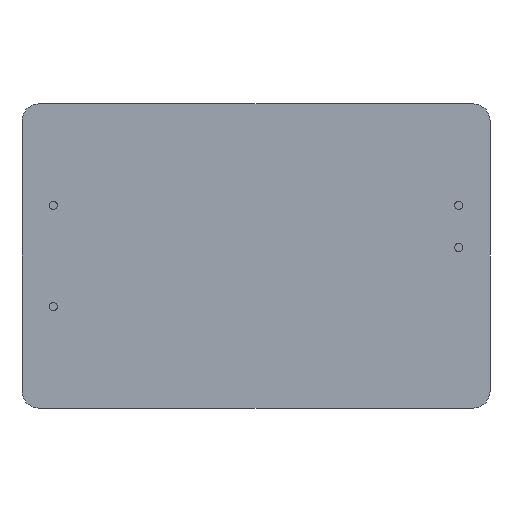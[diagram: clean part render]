
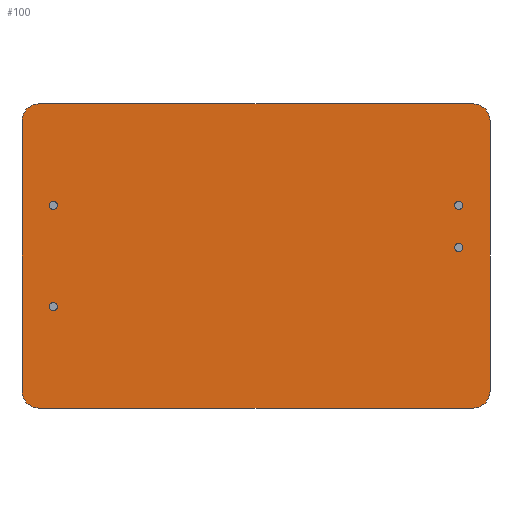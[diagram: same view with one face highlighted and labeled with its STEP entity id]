
A CAD part, front view. The second image highlights one B-rep face of the part: STEP entity #100.
In plain terms, the highlighted planar face has unit normal (0, -1, 0).
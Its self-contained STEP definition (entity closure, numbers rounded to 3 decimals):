
#14 = DIRECTION ( 'NONE',  ( 0., 0., -1. ) ) ;
#18 = DIRECTION ( 'NONE',  ( 0., 0., 1. ) ) ;
#39 = VERTEX_POINT ( 'NONE', #303 ) ;
#52 = VECTOR ( 'NONE', #747, 1000. ) ;
#53 = DIRECTION ( 'NONE',  ( 0., 0., -1. ) ) ;
#57 = VERTEX_POINT ( 'NONE', #299 ) ;
#67 = ORIENTED_EDGE ( 'NONE', *, *, #515, .T. ) ;
#80 = VERTEX_POINT ( 'NONE', #179 ) ;
#81 = VECTOR ( 'NONE', #18, 1000. ) ;
#84 = CARTESIAN_POINT ( 'NONE',  ( 25.7, 0., -16. ) ) ;
#87 = ORIENTED_EDGE ( 'NONE', *, *, #351, .F. ) ;
#93 = CARTESIAN_POINT ( 'NONE',  ( 24., 0., 1. ) ) ;
#100 = ADVANCED_FACE ( 'NONE', ( #859, #167, #317, #695, #559 ), #168, .T. ) ;
#101 = CIRCLE ( 'NONE', #402, 0.5 ) ;
#102 = DIRECTION ( 'NONE',  ( 0., -1., 0. ) ) ;
#107 = LINE ( 'NONE', #690, #52 ) ;
#110 = EDGE_LOOP ( 'NONE', ( #232, #67, #776, #210, #175, #597, #320, #848 ) ) ;
#111 = CARTESIAN_POINT ( 'NONE',  ( 0., 0., 0. ) ) ;
#118 = CIRCLE ( 'NONE', #407, 0.5 ) ;
#128 = CIRCLE ( 'NONE', #382, 2. ) ;
#130 = CARTESIAN_POINT ( 'NONE',  ( 27.7, 0., 16. ) ) ;
#133 = ORIENTED_EDGE ( 'NONE', *, *, #740, .F. ) ;
#138 = DIRECTION ( 'NONE',  ( -1., 0., 0. ) ) ;
#143 = CARTESIAN_POINT ( 'NONE',  ( -27.7, 0., 18. ) ) ;
#147 = DIRECTION ( 'NONE',  ( 0., 0., -1. ) ) ;
#150 = VECTOR ( 'NONE', #138, 1000. ) ;
#157 = DIRECTION ( 'NONE',  ( 0., 0., -1. ) ) ;
#164 = ORIENTED_EDGE ( 'NONE', *, *, #509, .F. ) ;
#167 = FACE_BOUND ( 'NONE', #628, .T. ) ;
#168 = PLANE ( 'NONE',  #464 ) ;
#169 = LINE ( 'NONE', #654, #150 ) ;
#173 = VERTEX_POINT ( 'NONE', #566 ) ;
#175 = ORIENTED_EDGE ( 'NONE', *, *, #744, .F. ) ;
#178 = DIRECTION ( 'NONE',  ( 0., -1., 0. ) ) ;
#179 = CARTESIAN_POINT ( 'NONE',  ( -24., 0., -5.5 ) ) ;
#180 = CARTESIAN_POINT ( 'NONE',  ( 24., 0., 6.5 ) ) ;
#193 = CARTESIAN_POINT ( 'NONE',  ( 24., 0., 5.5 ) ) ;
#204 = DIRECTION ( 'NONE',  ( 0., -1., 0. ) ) ;
#205 = EDGE_LOOP ( 'NONE', ( #164, #87 ) ) ;
#206 = DIRECTION ( 'NONE',  ( 0., -1., 0. ) ) ;
#210 = ORIENTED_EDGE ( 'NONE', *, *, #738, .T. ) ;
#226 = CIRCLE ( 'NONE', #395, 2. ) ;
#232 = ORIENTED_EDGE ( 'NONE', *, *, #728, .F. ) ;
#236 = VERTEX_POINT ( 'NONE', #666 ) ;
#237 = DIRECTION ( 'NONE',  ( 1., 0., 0. ) ) ;
#242 = CIRCLE ( 'NONE', #405, 0.5 ) ;
#243 = CIRCLE ( 'NONE', #399, 0.5 ) ;
#244 = CARTESIAN_POINT ( 'NONE',  ( -27.7, 0., 16. ) ) ;
#245 = DIRECTION ( 'NONE',  ( 0., -1., 0. ) ) ;
#273 = EDGE_LOOP ( 'NONE', ( #289, #133 ) ) ;
#275 = DIRECTION ( 'NONE',  ( 0., -1., 0. ) ) ;
#282 = CIRCLE ( 'NONE', #370, 0.5 ) ;
#289 = ORIENTED_EDGE ( 'NONE', *, *, #508, .F. ) ;
#299 = CARTESIAN_POINT ( 'NONE',  ( 25.7, 0., -18. ) ) ;
#303 = CARTESIAN_POINT ( 'NONE',  ( -24., 0., -6.5 ) ) ;
#314 = CARTESIAN_POINT ( 'NONE',  ( -24., 0., 5.5 ) ) ;
#317 = FACE_BOUND ( 'NONE', #273, .T. ) ;
#320 = ORIENTED_EDGE ( 'NONE', *, *, #507, .F. ) ;
#328 = VERTEX_POINT ( 'NONE', #773 ) ;
#339 = EDGE_CURVE ( 'NONE', #472, #173, #841, .T. ) ;
#351 = EDGE_CURVE ( 'NONE', #39, #80, #800, .T. ) ;
#353 = CARTESIAN_POINT ( 'NONE',  ( -24., 0., -6. ) ) ;
#356 = CARTESIAN_POINT ( 'NONE',  ( -24., 0., 6. ) ) ;
#359 = DIRECTION ( 'NONE',  ( 0., -1., 0. ) ) ;
#370 = AXIS2_PLACEMENT_3D ( 'NONE', #635, #178, #686 ) ;
#371 = ORIENTED_EDGE ( 'NONE', *, *, #513, .F. ) ;
#382 = AXIS2_PLACEMENT_3D ( 'NONE', #798, #427, #852 ) ;
#395 = AXIS2_PLACEMENT_3D ( 'NONE', #693, #245, #749 ) ;
#397 = AXIS2_PLACEMENT_3D ( 'NONE', #712, #275, #837 ) ;
#398 = AXIS2_PLACEMENT_3D ( 'NONE', #84, #611, #147 ) ;
#399 = AXIS2_PLACEMENT_3D ( 'NONE', #356, #827, #481 ) ;
#402 = AXIS2_PLACEMENT_3D ( 'NONE', #660, #206, #710 ) ;
#404 = AXIS2_PLACEMENT_3D ( 'NONE', #353, #825, #476 ) ;
#405 = AXIS2_PLACEMENT_3D ( 'NONE', #658, #204, #707 ) ;
#407 = AXIS2_PLACEMENT_3D ( 'NONE', #820, #467, #14 ) ;
#419 = AXIS2_PLACEMENT_3D ( 'NONE', #770, #359, #829 ) ;
#425 = AXIS2_PLACEMENT_3D ( 'NONE', #93, #619, #157 ) ;
#427 = DIRECTION ( 'NONE',  ( 0., -1., 0. ) ) ;
#448 = ORIENTED_EDGE ( 'NONE', *, *, #501, .F. ) ;
#464 = AXIS2_PLACEMENT_3D ( 'NONE', #111, #102, #53 ) ;
#467 = DIRECTION ( 'NONE',  ( 0., -1., 0. ) ) ;
#470 = VERTEX_POINT ( 'NONE', #130 ) ;
#472 = VERTEX_POINT ( 'NONE', #646 ) ;
#476 = DIRECTION ( 'NONE',  ( 0., 0., -1. ) ) ;
#479 = CIRCLE ( 'NONE', #397, 2. ) ;
#481 = DIRECTION ( 'NONE',  ( 0., 0., -1. ) ) ;
#487 = VERTEX_POINT ( 'NONE', #541 ) ;
#501 = EDGE_CURVE ( 'NONE', #806, #328, #118, .T. ) ;
#502 = VERTEX_POINT ( 'NONE', #705 ) ;
#507 = EDGE_CURVE ( 'NONE', #487, #802, #659, .T. ) ;
#508 = EDGE_CURVE ( 'NONE', #764, #608, #242, .T. ) ;
#509 = EDGE_CURVE ( 'NONE', #80, #39, #787, .T. ) ;
#512 = EDGE_CURVE ( 'NONE', #173, #472, #101, .T. ) ;
#513 = EDGE_CURVE ( 'NONE', #328, #806, #243, .T. ) ;
#515 = EDGE_CURVE ( 'NONE', #57, #502, #788, .T. ) ;
#516 = EDGE_CURVE ( 'NONE', #236, #802, #479, .T. ) ;
#520 = EDGE_CURVE ( 'NONE', #487, #786, #226, .T. ) ;
#521 = VECTOR ( 'NONE', #237, 1000. ) ;
#541 = CARTESIAN_POINT ( 'NONE',  ( -27.7, 0., -16. ) ) ;
#559 = FACE_OUTER_BOUND ( 'NONE', #110, .T. ) ;
#566 = CARTESIAN_POINT ( 'NONE',  ( 24., 0., 1.5 ) ) ;
#570 = ORIENTED_EDGE ( 'NONE', *, *, #339, .F. ) ;
#579 = CARTESIAN_POINT ( 'NONE',  ( -25.7, 0., -18. ) ) ;
#597 = ORIENTED_EDGE ( 'NONE', *, *, #516, .T. ) ;
#598 = CARTESIAN_POINT ( 'NONE',  ( 25.7, 0., 18. ) ) ;
#608 = VERTEX_POINT ( 'NONE', #193 ) ;
#611 = DIRECTION ( 'NONE',  ( 0., -1., 0. ) ) ;
#619 = DIRECTION ( 'NONE',  ( 0., -1., 0. ) ) ;
#628 = EDGE_LOOP ( 'NONE', ( #791, #570 ) ) ;
#635 = CARTESIAN_POINT ( 'NONE',  ( 24., 0., 6. ) ) ;
#646 = CARTESIAN_POINT ( 'NONE',  ( 24., 0., 0.5 ) ) ;
#654 = CARTESIAN_POINT ( 'NONE',  ( -27.7, 0., -18. ) ) ;
#657 = VERTEX_POINT ( 'NONE', #598 ) ;
#658 = CARTESIAN_POINT ( 'NONE',  ( 24., 0., 6. ) ) ;
#659 = LINE ( 'NONE', #823, #81 ) ;
#660 = CARTESIAN_POINT ( 'NONE',  ( 24., 0., 1. ) ) ;
#666 = CARTESIAN_POINT ( 'NONE',  ( -25.7, 0., 18. ) ) ;
#669 = LINE ( 'NONE', #143, #521 ) ;
#686 = DIRECTION ( 'NONE',  ( 0., 0., -1. ) ) ;
#690 = CARTESIAN_POINT ( 'NONE',  ( 27.7, 0., 18. ) ) ;
#693 = CARTESIAN_POINT ( 'NONE',  ( -25.7, 0., -16. ) ) ;
#695 = FACE_BOUND ( 'NONE', #845, .T. ) ;
#705 = CARTESIAN_POINT ( 'NONE',  ( 27.7, 0., -16. ) ) ;
#707 = DIRECTION ( 'NONE',  ( 0., 0., -1. ) ) ;
#710 = DIRECTION ( 'NONE',  ( 0., 0., -1. ) ) ;
#712 = CARTESIAN_POINT ( 'NONE',  ( -25.7, 0., 16. ) ) ;
#728 = EDGE_CURVE ( 'NONE', #57, #786, #169, .T. ) ;
#738 = EDGE_CURVE ( 'NONE', #470, #657, #128, .T. ) ;
#740 = EDGE_CURVE ( 'NONE', #608, #764, #282, .T. ) ;
#744 = EDGE_CURVE ( 'NONE', #236, #657, #669, .T. ) ;
#747 = DIRECTION ( 'NONE',  ( 0., 0., -1. ) ) ;
#749 = DIRECTION ( 'NONE',  ( 0., 0., -1. ) ) ;
#764 = VERTEX_POINT ( 'NONE', #180 ) ;
#770 = CARTESIAN_POINT ( 'NONE',  ( -24., 0., -6. ) ) ;
#773 = CARTESIAN_POINT ( 'NONE',  ( -24., 0., 6.5 ) ) ;
#776 = ORIENTED_EDGE ( 'NONE', *, *, #794, .F. ) ;
#786 = VERTEX_POINT ( 'NONE', #579 ) ;
#787 = CIRCLE ( 'NONE', #404, 0.5 ) ;
#788 = CIRCLE ( 'NONE', #398, 2. ) ;
#791 = ORIENTED_EDGE ( 'NONE', *, *, #512, .F. ) ;
#794 = EDGE_CURVE ( 'NONE', #470, #502, #107, .T. ) ;
#798 = CARTESIAN_POINT ( 'NONE',  ( 25.7, 0., 16. ) ) ;
#800 = CIRCLE ( 'NONE', #419, 0.5 ) ;
#802 = VERTEX_POINT ( 'NONE', #244 ) ;
#806 = VERTEX_POINT ( 'NONE', #314 ) ;
#820 = CARTESIAN_POINT ( 'NONE',  ( -24., 0., 6. ) ) ;
#823 = CARTESIAN_POINT ( 'NONE',  ( -27.7, 0., 18. ) ) ;
#825 = DIRECTION ( 'NONE',  ( 0., -1., 0. ) ) ;
#827 = DIRECTION ( 'NONE',  ( 0., -1., 0. ) ) ;
#829 = DIRECTION ( 'NONE',  ( 0., 0., -1. ) ) ;
#837 = DIRECTION ( 'NONE',  ( 0., 0., -1. ) ) ;
#841 = CIRCLE ( 'NONE', #425, 0.5 ) ;
#845 = EDGE_LOOP ( 'NONE', ( #371, #448 ) ) ;
#848 = ORIENTED_EDGE ( 'NONE', *, *, #520, .T. ) ;
#852 = DIRECTION ( 'NONE',  ( 0., 0., -1. ) ) ;
#859 = FACE_BOUND ( 'NONE', #205, .T. ) ;
